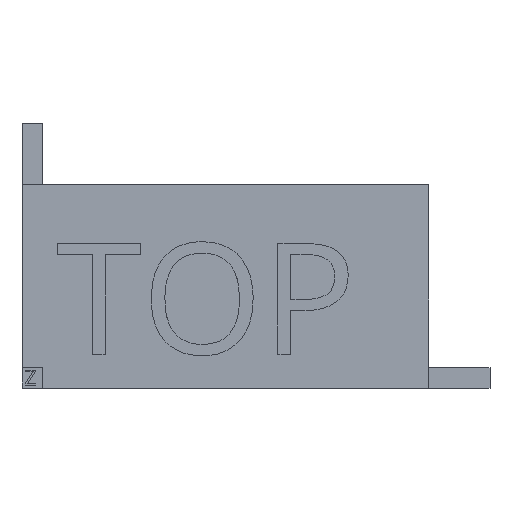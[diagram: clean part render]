
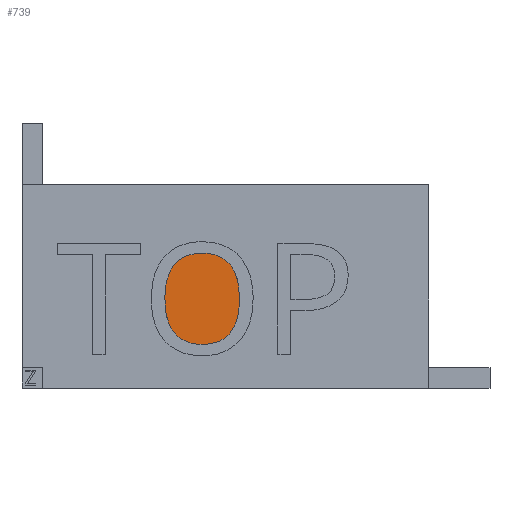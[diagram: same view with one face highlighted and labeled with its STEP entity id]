
A CAD part, top view. The second image highlights one B-rep face of the part: STEP entity #739.
In plain terms, the highlighted planar face has unit normal (0, 0, 1).
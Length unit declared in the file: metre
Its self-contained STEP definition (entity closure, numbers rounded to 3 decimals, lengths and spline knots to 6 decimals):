
#739 = ADVANCED_FACE( '', ( #1627 ), #1628, .T. );
#1627 = FACE_OUTER_BOUND( '', #2710, .T. );
#1628 = PLANE( '', #2711 );
#2710 = EDGE_LOOP( '', ( #4967, #4968, #4969, #4970, #4971, #4972, #4973, #4974 ) );
#2711 = AXIS2_PLACEMENT_3D( '', #4975, #4976, #4977 );
#4967 = ORIENTED_EDGE( '', *, *, #6980, .T. );
#4968 = ORIENTED_EDGE( '', *, *, #6923, .T. );
#4969 = ORIENTED_EDGE( '', *, *, #7282, .T. );
#4970 = ORIENTED_EDGE( '', *, *, #7271, .T. );
#4971 = ORIENTED_EDGE( '', *, *, #7283, .T. );
#4972 = ORIENTED_EDGE( '', *, *, #7025, .T. );
#4973 = ORIENTED_EDGE( '', *, *, #6594, .T. );
#4974 = ORIENTED_EDGE( '', *, *, #7068, .T. );
#4975 = CARTESIAN_POINT( '', ( 0.05, 0.025, 0.01 ) );
#4976 = DIRECTION( '', ( 0., 0., 1. ) );
#4977 = DIRECTION( '', ( 1., 0., 0. ) );
#6594 = EDGE_CURVE( '', #7995, #7996, #7997, .T. );
#6923 = EDGE_CURVE( '', #8546, #8547, #8548, .T. );
#6980 = EDGE_CURVE( '', #8639, #8546, #8640, .T. );
#7025 = EDGE_CURVE( '', #8705, #7995, #8706, .T. );
#7068 = EDGE_CURVE( '', #7996, #8639, #8768, .T. );
#7271 = EDGE_CURVE( '', #9043, #9044, #9045, .T. );
#7282 = EDGE_CURVE( '', #8547, #9043, #9056, .T. );
#7283 = EDGE_CURVE( '', #9044, #8705, #9057, .T. );
#7995 = VERTEX_POINT( '', #10017 );
#7996 = VERTEX_POINT( '', #10018 );
#7997 = B_SPLINE_CURVE_WITH_KNOTS( '', 2, ( #10019, #10020, #10021 ), .UNSPECIFIED., .F., .F., ( 3, 3 ), ( 0., 1. ), .UNSPECIFIED. );
#8546 = VERTEX_POINT( '', #10874 );
#8547 = VERTEX_POINT( '', #10875 );
#8548 = B_SPLINE_CURVE_WITH_KNOTS( '', 2, ( #10876, #10877, #10878 ), .UNSPECIFIED., .F., .F., ( 3, 3 ), ( 0., 1. ), .UNSPECIFIED. );
#8639 = VERTEX_POINT( '', #11016 );
#8640 = B_SPLINE_CURVE_WITH_KNOTS( '', 2, ( #11017, #11018, #11019 ), .UNSPECIFIED., .F., .F., ( 3, 3 ), ( 0., 1. ), .UNSPECIFIED. );
#8705 = VERTEX_POINT( '', #11120 );
#8706 = B_SPLINE_CURVE_WITH_KNOTS( '', 2, ( #11121, #11122, #11123 ), .UNSPECIFIED., .F., .F., ( 3, 3 ), ( 0., 1. ), .UNSPECIFIED. );
#8768 = B_SPLINE_CURVE_WITH_KNOTS( '', 2, ( #11223, #11224, #11225 ), .UNSPECIFIED., .F., .F., ( 3, 3 ), ( 0., 1. ), .UNSPECIFIED. );
#9043 = VERTEX_POINT( '', #11685 );
#9044 = VERTEX_POINT( '', #11686 );
#9045 = B_SPLINE_CURVE_WITH_KNOTS( '', 2, ( #11687, #11688, #11689 ), .UNSPECIFIED., .F., .F., ( 3, 3 ), ( 0., 1. ), .UNSPECIFIED. );
#9056 = B_SPLINE_CURVE_WITH_KNOTS( '', 2, ( #11706, #11707, #11708 ), .UNSPECIFIED., .F., .F., ( 3, 3 ), ( 0., 1. ), .UNSPECIFIED. );
#9057 = B_SPLINE_CURVE_WITH_KNOTS( '', 2, ( #11709, #11710, #11711 ), .UNSPECIFIED., .F., .F., ( 3, 3 ), ( 0., 1. ), .UNSPECIFIED. );
#10017 = CARTESIAN_POINT( '', ( 0.053447, 0.022007, 0.01 ) );
#10018 = CARTESIAN_POINT( '', ( 0.051147, 0.03034, 0.01 ) );
#10019 = CARTESIAN_POINT( '', ( 0.053447, 0.022007, 0.01 ) );
#10020 = CARTESIAN_POINT( '', ( 0.053447, 0.027501, 0.01 ) );
#10021 = CARTESIAN_POINT( '', ( 0.051147, 0.03034, 0.01 ) );
#10874 = CARTESIAN_POINT( '', ( 0.037462, 0.030319, 0.01 ) );
#10875 = CARTESIAN_POINT( '', ( 0.035105, 0.022007, 0.01 ) );
#10876 = CARTESIAN_POINT( '', ( 0.037462, 0.030319, 0.01 ) );
#10877 = CARTESIAN_POINT( '', ( 0.035105, 0.027459, 0.01 ) );
#10878 = CARTESIAN_POINT( '', ( 0.035105, 0.022007, 0.01 ) );
#11016 = CARTESIAN_POINT( '', ( 0.044342, 0.03318, 0.01 ) );
#11017 = CARTESIAN_POINT( '', ( 0.044342, 0.03318, 0.01 ) );
#11018 = CARTESIAN_POINT( '', ( 0.039819, 0.03318, 0.01 ) );
#11019 = CARTESIAN_POINT( '', ( 0.037462, 0.030319, 0.01 ) );
#11120 = CARTESIAN_POINT( '', ( 0.051138, 0.013604, 0.01 ) );
#11121 = CARTESIAN_POINT( '', ( 0.051138, 0.013604, 0.01 ) );
#11122 = CARTESIAN_POINT( '', ( 0.053447, 0.016453, 0.01 ) );
#11123 = CARTESIAN_POINT( '', ( 0.053447, 0.022007, 0.01 ) );
#11223 = CARTESIAN_POINT( '', ( 0.051147, 0.03034, 0.01 ) );
#11224 = CARTESIAN_POINT( '', ( 0.048847, 0.03318, 0.01 ) );
#11225 = CARTESIAN_POINT( '', ( 0.044342, 0.03318, 0.01 ) );
#11685 = CARTESIAN_POINT( '', ( 0.037462, 0.013616, 0.01 ) );
#11686 = CARTESIAN_POINT( '', ( 0.044306, 0.010756, 0.01 ) );
#11687 = CARTESIAN_POINT( '', ( 0.037462, 0.013616, 0.01 ) );
#11688 = CARTESIAN_POINT( '', ( 0.039819, 0.010756, 0.01 ) );
#11689 = CARTESIAN_POINT( '', ( 0.044306, 0.010756, 0.01 ) );
#11706 = CARTESIAN_POINT( '', ( 0.035105, 0.022007, 0.01 ) );
#11707 = CARTESIAN_POINT( '', ( 0.035105, 0.016477, 0.01 ) );
#11708 = CARTESIAN_POINT( '', ( 0.037462, 0.013616, 0.01 ) );
#11709 = CARTESIAN_POINT( '', ( 0.044306, 0.010756, 0.01 ) );
#11710 = CARTESIAN_POINT( '', ( 0.048829, 0.010756, 0.01 ) );
#11711 = CARTESIAN_POINT( '', ( 0.051138, 0.013604, 0.01 ) );
